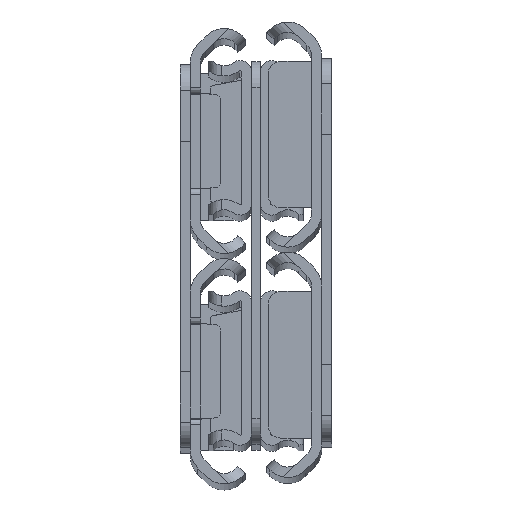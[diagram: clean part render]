
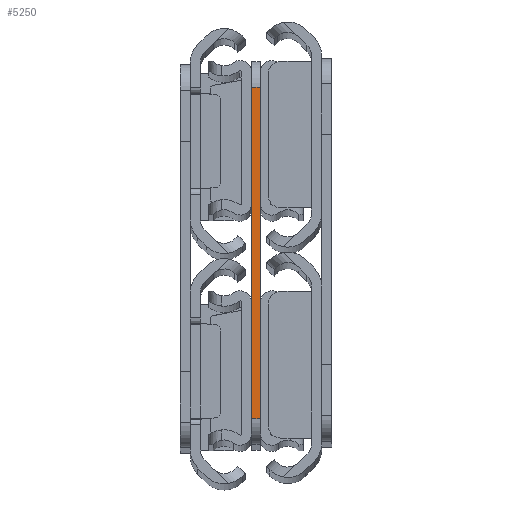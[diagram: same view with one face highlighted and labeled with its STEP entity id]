
A CAD part, top view. The second image highlights one B-rep face of the part: STEP entity #5250.
In plain terms, the highlighted planar face has unit normal (0, 0, 1).
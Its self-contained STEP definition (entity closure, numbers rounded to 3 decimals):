
#998 = DIRECTION ( 'NONE',  ( 0., -1., 0. ) ) ;
#1096 = CARTESIAN_POINT ( 'NONE',  ( 0., 0., 0. ) ) ;
#1390 = EDGE_CURVE ( 'NONE', #2342, #1926, #2595, .T. ) ;
#1397 = VECTOR ( 'NONE', #1456, 1000. ) ;
#1456 = DIRECTION ( 'NONE',  ( -1., 0., 0. ) ) ;
#1680 = AXIS2_PLACEMENT_3D ( 'NONE', #4203, #7238, #2307 ) ;
#1926 = VERTEX_POINT ( 'NONE', #2510 ) ;
#2062 = VERTEX_POINT ( 'NONE', #2899 ) ;
#2286 = DIRECTION ( 'NONE',  ( 0., -1., 0. ) ) ;
#2307 = DIRECTION ( 'NONE',  ( 1., 0., 0. ) ) ;
#2342 = VERTEX_POINT ( 'NONE', #2642 ) ;
#2397 = EDGE_CURVE ( 'NONE', #2062, #2419, #3745, .T. ) ;
#2419 = VERTEX_POINT ( 'NONE', #6271 ) ;
#2510 = CARTESIAN_POINT ( 'NONE',  ( 0., -26., 0. ) ) ;
#2595 = LINE ( 'NONE', #7413, #2915 ) ;
#2642 = CARTESIAN_POINT ( 'NONE',  ( -1.4, -26., 0. ) ) ;
#2899 = CARTESIAN_POINT ( 'NONE',  ( 0., 26., 0. ) ) ;
#2915 = VECTOR ( 'NONE', #3855, 1000. ) ;
#3191 = FACE_OUTER_BOUND ( 'NONE', #6353, .T. ) ;
#3515 = ORIENTED_EDGE ( 'NONE', *, *, #5449, .F. ) ;
#3607 = ORIENTED_EDGE ( 'NONE', *, *, #5111, .T. ) ;
#3745 = LINE ( 'NONE', #4510, #1397 ) ;
#3855 = DIRECTION ( 'NONE',  ( 1., 0., 0. ) ) ;
#4203 = CARTESIAN_POINT ( 'NONE',  ( -1.4, 0., 0. ) ) ;
#4457 = VECTOR ( 'NONE', #2286, 1000. ) ;
#4510 = CARTESIAN_POINT ( 'NONE',  ( -1.4, 26., 0. ) ) ;
#4669 = ORIENTED_EDGE ( 'NONE', *, *, #1390, .T. ) ;
#4949 = VECTOR ( 'NONE', #998, 1000. ) ;
#5111 = EDGE_CURVE ( 'NONE', #2419, #2342, #5185, .T. ) ;
#5185 = LINE ( 'NONE', #6397, #4949 ) ;
#5250 = ADVANCED_FACE ( 'NONE', ( #3191 ), #5380, .T. ) ;
#5380 = PLANE ( 'NONE',  #1680 ) ;
#5449 = EDGE_CURVE ( 'NONE', #2062, #1926, #6468, .T. ) ;
#5888 = ORIENTED_EDGE ( 'NONE', *, *, #2397, .T. ) ;
#6271 = CARTESIAN_POINT ( 'NONE',  ( -1.4, 26., 0. ) ) ;
#6353 = EDGE_LOOP ( 'NONE', ( #3607, #4669, #3515, #5888 ) ) ;
#6397 = CARTESIAN_POINT ( 'NONE',  ( -1.4, 0., 0. ) ) ;
#6468 = LINE ( 'NONE', #1096, #4457 ) ;
#7238 = DIRECTION ( 'NONE',  ( 0., 0., 1. ) ) ;
#7413 = CARTESIAN_POINT ( 'NONE',  ( -1.4, -26., 0. ) ) ;
